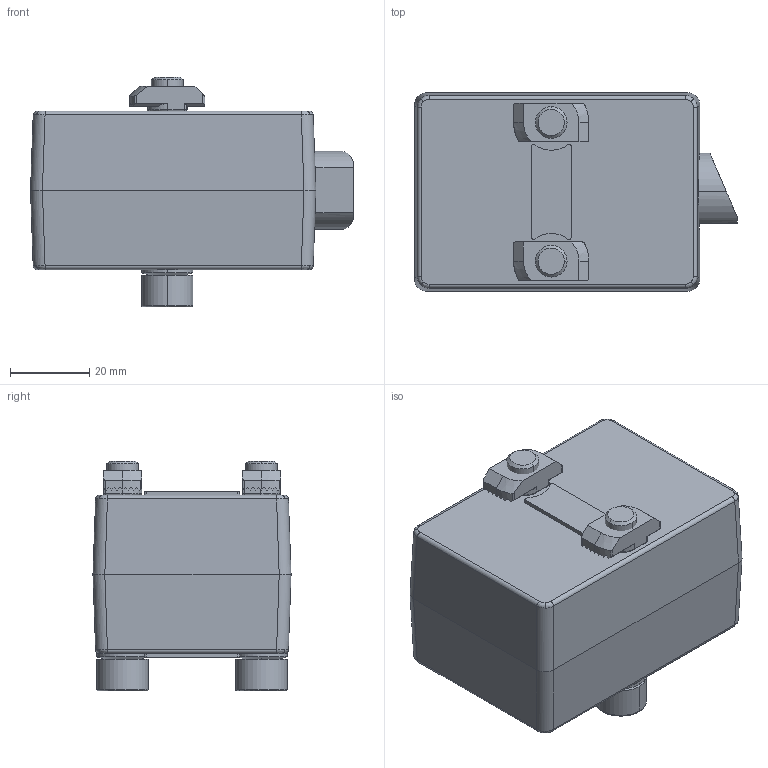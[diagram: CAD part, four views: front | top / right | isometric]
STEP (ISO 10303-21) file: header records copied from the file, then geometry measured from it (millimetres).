
FILE_DESCRIPTION (( 'STEP AP214' ), '1' );
FILE_NAME ('093100M.STEP', '2014-04-09T14:11:49', ( '' ), ( '' ), 'SwSTEP 2.0', 'SolidWorks 2014', '' );
FILE_SCHEMA (( 'AUTOMOTIVE_DESIGN' ));
Length unit declared in the file: millimetre
Products named in the file (1): 093100M
Bounding box: 81.5 x 50 x 58 mm (x, y, z)
Volume: 79752.6 mm3; surface area: 57931.4 mm2
Topology: 10 solids, 10 shells, 804 faces, 2080 edges, 1286 vertices
Faces by surface type: plane 292, cylinder 236, bspline 200, cone 76
Entity records: 41586 total; most frequent: CARTESIAN_POINT 14712, ORIENTED_EDGE 4104, DIRECTION 3356, EDGE_CURVE 2052, VERTEX_POINT 1286, AXIS2_PLACEMENT_3D 1241, LINE 874, VECTOR 874
